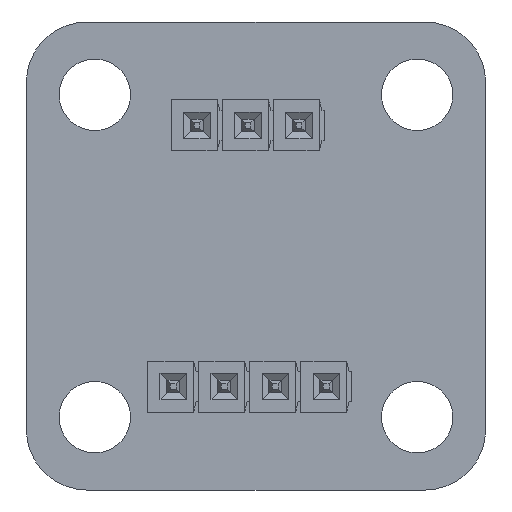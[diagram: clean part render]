
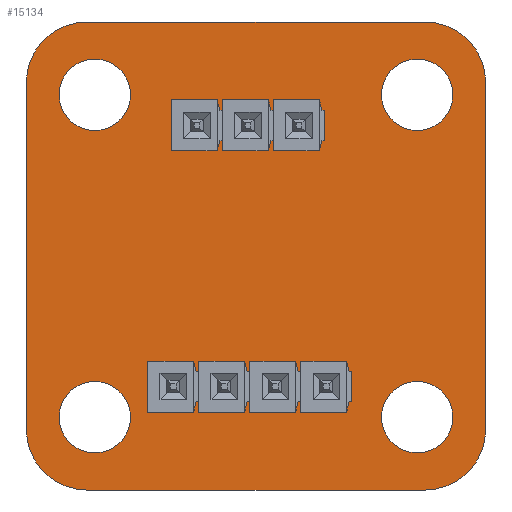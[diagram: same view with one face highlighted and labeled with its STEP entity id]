
A CAD part, front view. The second image highlights one B-rep face of the part: STEP entity #15134.
In plain terms, the highlighted planar face has unit normal (0, -1, 0).
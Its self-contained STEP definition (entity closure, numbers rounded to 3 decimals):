
#39=FACE_BOUND('',#5332,.T.);
#40=FACE_BOUND('',#5333,.T.);
#41=FACE_BOUND('',#5334,.T.);
#42=FACE_BOUND('',#5335,.T.);
#43=FACE_BOUND('',#5336,.T.);
#44=FACE_BOUND('',#5337,.T.);
#45=FACE_BOUND('',#5338,.T.);
#46=FACE_BOUND('',#5339,.T.);
#47=FACE_BOUND('',#5340,.T.);
#48=FACE_BOUND('',#5341,.T.);
#49=FACE_BOUND('',#5342,.T.);
#1809=LINE('',#24328,#3504);
#1813=LINE('',#24337,#3508);
#1818=LINE('',#24356,#3513);
#1821=LINE('',#24364,#3516);
#3504=VECTOR('',#20186,1000.);
#3508=VECTOR('',#20196,1000.);
#3513=VECTOR('',#20219,1000.);
#3516=VECTOR('',#20228,1000.);
#4489=FACE_OUTER_BOUND('',#5331,.T.);
#5331=EDGE_LOOP('',(#12910,#12911,#12912,#12913,#12914,#12915,#12916,#12917));
#5332=EDGE_LOOP('',(#12918));
#5333=EDGE_LOOP('',(#12919));
#5334=EDGE_LOOP('',(#12920));
#5335=EDGE_LOOP('',(#12921));
#5336=EDGE_LOOP('',(#12922));
#5337=EDGE_LOOP('',(#12923));
#5338=EDGE_LOOP('',(#12924));
#5339=EDGE_LOOP('',(#12925));
#5340=EDGE_LOOP('',(#12926));
#5341=EDGE_LOOP('',(#12927));
#5342=EDGE_LOOP('',(#12928));
#5627=CIRCLE('',#16284,3.);
#5628=CIRCLE('',#16287,3.);
#5629=CIRCLE('',#16290,1.775);
#5630=CIRCLE('',#16292,1.775);
#5631=CIRCLE('',#16294,1.775);
#5632=CIRCLE('',#16296,1.775);
#5633=CIRCLE('',#16299,3.);
#5634=CIRCLE('',#16302,3.);
#5635=CIRCLE('',#16304,0.5);
#5636=CIRCLE('',#16305,0.5);
#5637=CIRCLE('',#16306,0.5);
#5638=CIRCLE('',#16307,0.5);
#5639=CIRCLE('',#16308,0.5);
#5640=CIRCLE('',#16309,0.5);
#5641=CIRCLE('',#16310,0.5);
#6893=VERTEX_POINT('',#24321);
#6894=VERTEX_POINT('',#24322);
#6895=VERTEX_POINT('',#24327);
#6896=VERTEX_POINT('',#24331);
#6897=VERTEX_POINT('',#24332);
#6898=VERTEX_POINT('',#24339);
#6899=VERTEX_POINT('',#24343);
#6900=VERTEX_POINT('',#24347);
#6901=VERTEX_POINT('',#24351);
#6902=VERTEX_POINT('',#24355);
#6903=VERTEX_POINT('',#24359);
#6904=VERTEX_POINT('',#24363);
#6905=VERTEX_POINT('',#24369);
#6906=VERTEX_POINT('',#24371);
#6907=VERTEX_POINT('',#24373);
#6908=VERTEX_POINT('',#24375);
#6909=VERTEX_POINT('',#24377);
#6910=VERTEX_POINT('',#24379);
#6911=VERTEX_POINT('',#24381);
#8889=EDGE_CURVE('',#6893,#6894,#5627,.T.);
#8892=EDGE_CURVE('',#6894,#6895,#1809,.T.);
#8894=EDGE_CURVE('',#6896,#6897,#5628,.T.);
#8897=EDGE_CURVE('',#6897,#6893,#1813,.T.);
#8898=EDGE_CURVE('',#6898,#6898,#5629,.T.);
#8900=EDGE_CURVE('',#6899,#6899,#5630,.T.);
#8902=EDGE_CURVE('',#6900,#6900,#5631,.T.);
#8904=EDGE_CURVE('',#6901,#6901,#5632,.T.);
#8906=EDGE_CURVE('',#6902,#6896,#1818,.T.);
#8908=EDGE_CURVE('',#6903,#6902,#5633,.T.);
#8910=EDGE_CURVE('',#6904,#6903,#1821,.T.);
#8912=EDGE_CURVE('',#6895,#6904,#5634,.T.);
#8913=EDGE_CURVE('',#6905,#6905,#5635,.T.);
#8914=EDGE_CURVE('',#6906,#6906,#5636,.T.);
#8915=EDGE_CURVE('',#6907,#6907,#5637,.T.);
#8916=EDGE_CURVE('',#6908,#6908,#5638,.T.);
#8917=EDGE_CURVE('',#6909,#6909,#5639,.T.);
#8918=EDGE_CURVE('',#6910,#6910,#5640,.T.);
#8919=EDGE_CURVE('',#6911,#6911,#5641,.T.);
#12910=ORIENTED_EDGE('',*,*,#8906,.F.);
#12911=ORIENTED_EDGE('',*,*,#8908,.F.);
#12912=ORIENTED_EDGE('',*,*,#8910,.F.);
#12913=ORIENTED_EDGE('',*,*,#8912,.F.);
#12914=ORIENTED_EDGE('',*,*,#8892,.F.);
#12915=ORIENTED_EDGE('',*,*,#8889,.F.);
#12916=ORIENTED_EDGE('',*,*,#8897,.F.);
#12917=ORIENTED_EDGE('',*,*,#8894,.F.);
#12918=ORIENTED_EDGE('',*,*,#8898,.F.);
#12919=ORIENTED_EDGE('',*,*,#8904,.F.);
#12920=ORIENTED_EDGE('',*,*,#8913,.F.);
#12921=ORIENTED_EDGE('',*,*,#8914,.F.);
#12922=ORIENTED_EDGE('',*,*,#8915,.F.);
#12923=ORIENTED_EDGE('',*,*,#8916,.F.);
#12924=ORIENTED_EDGE('',*,*,#8917,.F.);
#12925=ORIENTED_EDGE('',*,*,#8918,.F.);
#12926=ORIENTED_EDGE('',*,*,#8919,.F.);
#12927=ORIENTED_EDGE('',*,*,#8900,.F.);
#12928=ORIENTED_EDGE('',*,*,#8902,.F.);
#13594=PLANE('',#16303);
#15134=ADVANCED_FACE('',(#4489,#39,#40,#41,#42,#43,#44,#45,#46,#47,#48,
#49),#13594,.T.);
#16284=AXIS2_PLACEMENT_3D('',#24323,#20180,#20181);
#16287=AXIS2_PLACEMENT_3D('',#24333,#20190,#20191);
#16290=AXIS2_PLACEMENT_3D('',#24340,#20199,#20200);
#16292=AXIS2_PLACEMENT_3D('',#24344,#20204,#20205);
#16294=AXIS2_PLACEMENT_3D('',#24348,#20209,#20210);
#16296=AXIS2_PLACEMENT_3D('',#24352,#20214,#20215);
#16299=AXIS2_PLACEMENT_3D('',#24360,#20223,#20224);
#16302=AXIS2_PLACEMENT_3D('',#24367,#20232,#20233);
#16303=AXIS2_PLACEMENT_3D('',#24368,#20234,#20235);
#16304=AXIS2_PLACEMENT_3D('',#24370,#20236,#20237);
#16305=AXIS2_PLACEMENT_3D('',#24372,#20238,#20239);
#16306=AXIS2_PLACEMENT_3D('',#24374,#20240,#20241);
#16307=AXIS2_PLACEMENT_3D('',#24376,#20242,#20243);
#16308=AXIS2_PLACEMENT_3D('',#24378,#20244,#20245);
#16309=AXIS2_PLACEMENT_3D('',#24380,#20246,#20247);
#16310=AXIS2_PLACEMENT_3D('',#24382,#20248,#20249);
#20180=DIRECTION('center_axis',(0.,1.,0.));
#20181=DIRECTION('ref_axis',(0.,0.,1.));
#20186=DIRECTION('',(0.,0.,1.));
#20190=DIRECTION('center_axis',(0.,1.,0.));
#20191=DIRECTION('ref_axis',(-1.,0.,0.));
#20196=DIRECTION('',(-1.,0.,0.));
#20199=DIRECTION('center_axis',(0.,-1.,0.));
#20200=DIRECTION('ref_axis',(1.,0.,0.));
#20204=DIRECTION('center_axis',(0.,-1.,0.));
#20205=DIRECTION('ref_axis',(1.,0.,0.));
#20209=DIRECTION('center_axis',(0.,-1.,0.));
#20210=DIRECTION('ref_axis',(1.,0.,0.));
#20214=DIRECTION('center_axis',(0.,-1.,0.));
#20215=DIRECTION('ref_axis',(1.,0.,0.));
#20219=DIRECTION('',(0.,0.,-1.));
#20223=DIRECTION('center_axis',(0.,1.,0.));
#20224=DIRECTION('ref_axis',(0.,0.,-1.));
#20228=DIRECTION('',(1.,0.,0.));
#20232=DIRECTION('center_axis',(0.,1.,0.));
#20233=DIRECTION('ref_axis',(1.,0.,0.));
#20234=DIRECTION('center_axis',(0.,-1.,0.));
#20235=DIRECTION('ref_axis',(0.,0.,-1.));
#20236=DIRECTION('center_axis',(0.,-1.,0.));
#20237=DIRECTION('ref_axis',(0.,0.,-1.));
#20238=DIRECTION('center_axis',(0.,-1.,0.));
#20239=DIRECTION('ref_axis',(0.,0.,-1.));
#20240=DIRECTION('center_axis',(0.,-1.,0.));
#20241=DIRECTION('ref_axis',(0.,0.,-1.));
#20242=DIRECTION('center_axis',(0.,-1.,0.));
#20243=DIRECTION('ref_axis',(0.,0.,-1.));
#20244=DIRECTION('center_axis',(0.,-1.,0.));
#20245=DIRECTION('ref_axis',(0.,0.,-1.));
#20246=DIRECTION('center_axis',(0.,-1.,0.));
#20247=DIRECTION('ref_axis',(0.,0.,-1.));
#20248=DIRECTION('center_axis',(0.,-1.,0.));
#20249=DIRECTION('ref_axis',(0.,0.,-1.));
#24321=CARTESIAN_POINT('',(-8.43,-1.55,-11.65));
#24322=CARTESIAN_POINT('',(-11.43,-1.55,-8.65));
#24323=CARTESIAN_POINT('Origin',(-8.43,-1.55,-8.65));
#24327=CARTESIAN_POINT('',(-11.43,-1.55,8.65));
#24328=CARTESIAN_POINT('',(-11.43,-1.55,-4.325));
#24331=CARTESIAN_POINT('',(11.43,-1.55,-8.65));
#24332=CARTESIAN_POINT('',(8.43,-1.55,-11.65));
#24333=CARTESIAN_POINT('Origin',(8.43,-1.55,-8.65));
#24337=CARTESIAN_POINT('',(-4.215,-1.55,-11.65));
#24339=CARTESIAN_POINT('',(6.25,-1.55,8.025));
#24340=CARTESIAN_POINT('Origin',(8.025,-1.55,8.025));
#24343=CARTESIAN_POINT('',(-9.8,-1.55,-8.025));
#24344=CARTESIAN_POINT('Origin',(-8.025,-1.55,-8.025));
#24347=CARTESIAN_POINT('',(-9.8,-1.55,8.025));
#24348=CARTESIAN_POINT('Origin',(-8.025,-1.55,8.025));
#24351=CARTESIAN_POINT('',(6.25,-1.55,-8.025));
#24352=CARTESIAN_POINT('Origin',(8.025,-1.55,-8.025));
#24355=CARTESIAN_POINT('',(11.43,-1.55,8.65));
#24356=CARTESIAN_POINT('',(11.43,-1.55,4.325));
#24359=CARTESIAN_POINT('',(8.43,-1.55,11.65));
#24360=CARTESIAN_POINT('Origin',(8.43,-1.55,8.65));
#24363=CARTESIAN_POINT('',(-8.43,-1.55,11.65));
#24364=CARTESIAN_POINT('',(4.215,-1.55,11.65));
#24367=CARTESIAN_POINT('Origin',(-8.43,-1.55,8.65));
#24368=CARTESIAN_POINT('Origin',(0.,-1.55,0.));
#24369=CARTESIAN_POINT('',(2.14,-1.55,6.));
#24370=CARTESIAN_POINT('Origin',(2.14,-1.55,6.5));
#24371=CARTESIAN_POINT('',(-0.4,-1.55,6.));
#24372=CARTESIAN_POINT('Origin',(-0.4,-1.55,6.5));
#24373=CARTESIAN_POINT('',(3.5,-1.55,-7.));
#24374=CARTESIAN_POINT('Origin',(3.5,-1.55,-6.5));
#24375=CARTESIAN_POINT('',(0.96,-1.55,-7.));
#24376=CARTESIAN_POINT('Origin',(0.96,-1.55,-6.5));
#24377=CARTESIAN_POINT('',(-1.58,-1.55,-7.));
#24378=CARTESIAN_POINT('Origin',(-1.58,-1.55,-6.5));
#24379=CARTESIAN_POINT('',(-4.12,-1.55,-7.));
#24380=CARTESIAN_POINT('Origin',(-4.12,-1.55,-6.5));
#24381=CARTESIAN_POINT('',(-2.94,-1.55,6.));
#24382=CARTESIAN_POINT('Origin',(-2.94,-1.55,6.5));
